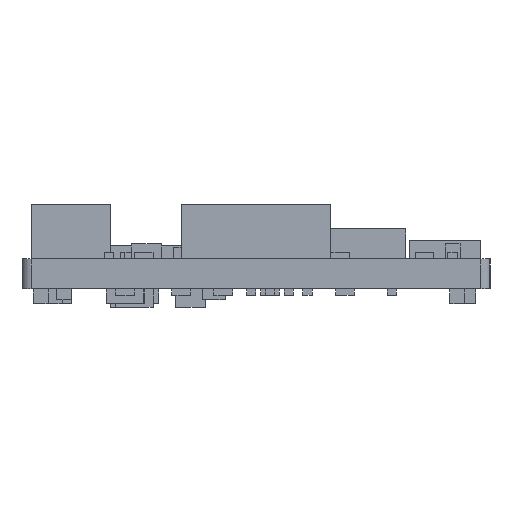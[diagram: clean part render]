
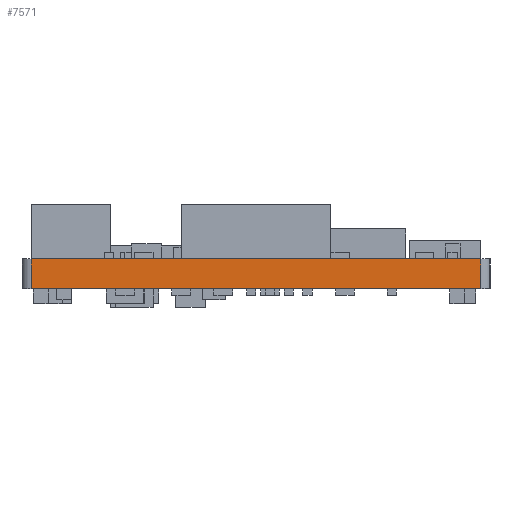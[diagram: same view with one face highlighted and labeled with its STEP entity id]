
A CAD part, left-side view. The second image highlights one B-rep face of the part: STEP entity #7571.
In plain terms, the highlighted planar face has unit normal (-1, 0, 0).
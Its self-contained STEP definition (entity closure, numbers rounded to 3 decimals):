
#169=FACE_OUTER_BOUND('',#697,.T.);
#697=EDGE_LOOP('',(#5471,#5472,#5473,#5474));
#1129=LINE('',#10586,#2113);
#1276=LINE('',#10903,#2260);
#1476=LINE('',#11449,#2460);
#1477=LINE('',#11451,#2461);
#2113=VECTOR('',#8540,1000.);
#2260=VECTOR('',#8711,1000.);
#2460=VECTOR('',#9109,1000.);
#2461=VECTOR('',#9112,1000.);
#3188=VERTEX_POINT('',#10583);
#3189=VERTEX_POINT('',#10585);
#3346=VERTEX_POINT('',#10900);
#3347=VERTEX_POINT('',#10902);
#3916=EDGE_CURVE('',#3188,#3189,#1129,.T.);
#4074=EDGE_CURVE('',#3347,#3346,#1276,.T.);
#4348=EDGE_CURVE('',#3188,#3347,#1476,.T.);
#4349=EDGE_CURVE('',#3189,#3346,#1477,.T.);
#5471=ORIENTED_EDGE('',*,*,#4074,.T.);
#5472=ORIENTED_EDGE('',*,*,#4349,.F.);
#5473=ORIENTED_EDGE('',*,*,#3916,.F.);
#5474=ORIENTED_EDGE('',*,*,#4348,.T.);
#7131=PLANE('',#8114);
#7571=ADVANCED_FACE('',(#169),#7131,.F.);
#8114=AXIS2_PLACEMENT_3D('',#11450,#9110,#9111);
#8540=DIRECTION('',(0.,-1.,0.));
#8711=DIRECTION('',(0.,-1.,0.));
#9109=DIRECTION('',(0.,0.,-1.));
#9110=DIRECTION('center_axis',(1.,0.,0.));
#9111=DIRECTION('ref_axis',(0.,0.,-1.));
#9112=DIRECTION('',(0.,0.,-1.));
#10583=CARTESIAN_POINT('',(0.,24.5,1.6));
#10585=CARTESIAN_POINT('',(0.,0.5,1.6));
#10586=CARTESIAN_POINT('',(0.,24.5,1.6));
#10900=CARTESIAN_POINT('',(0.,0.5,0.));
#10902=CARTESIAN_POINT('',(0.,24.5,0.));
#10903=CARTESIAN_POINT('',(0.,24.5,0.));
#11449=CARTESIAN_POINT('',(0.,24.5,1.6));
#11450=CARTESIAN_POINT('Origin',(0.,24.5,1.6));
#11451=CARTESIAN_POINT('',(0.,0.5,1.6));
